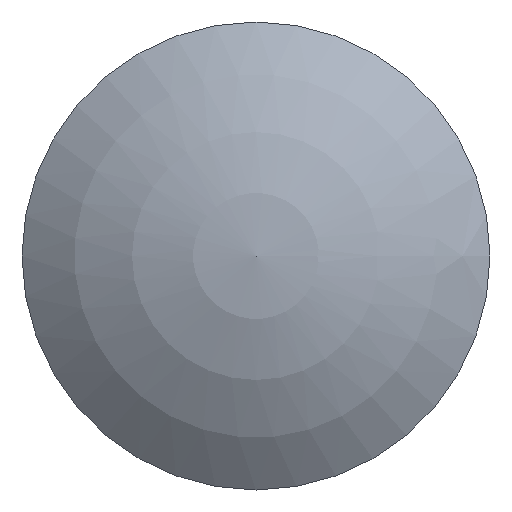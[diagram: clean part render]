
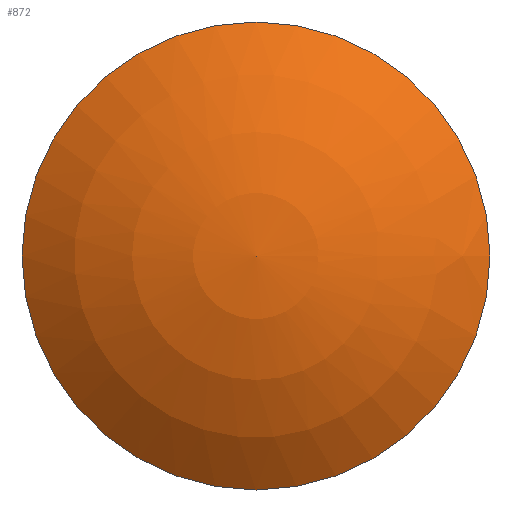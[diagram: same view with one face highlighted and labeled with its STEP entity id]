
A CAD part, front view. The second image highlights one B-rep face of the part: STEP entity #872.
In plain terms, the highlighted spherical face has radius 5.08 mm.
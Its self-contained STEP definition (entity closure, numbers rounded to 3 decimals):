
#664 = CYLINDRICAL_SURFACE('',#665,3.175);
#665 = AXIS2_PLACEMENT_3D('',#666,#667,#668);
#666 = CARTESIAN_POINT('',(4.596,0.47,0.));
#667 = DIRECTION('',(0.,1.,0.));
#668 = DIRECTION('',(-1.,0.,0.));
#680 = EDGE_CURVE('',#681,#681,#683,.T.);
#681 = VERTEX_POINT('',#682);
#682 = CARTESIAN_POINT('',(7.771,1.585,
    0.));
#683 = SURFACE_CURVE('',#684,(#689,#696),.PCURVE_S1.);
#684 = CIRCLE('',#685,3.175);
#685 = AXIS2_PLACEMENT_3D('',#686,#687,#688);
#686 = CARTESIAN_POINT('',(4.596,1.585,
    0.));
#687 = DIRECTION('',(0.,1.,0.));
#688 = DIRECTION('',(-1.,0.,0.));
#689 = PCURVE('',#664,#690);
#690 = DEFINITIONAL_REPRESENTATION('',(#691),#695);
#691 = LINE('',#692,#693);
#692 = CARTESIAN_POINT('',(0.,1.114));
#693 = VECTOR('',#694,1.);
#694 = DIRECTION('',(1.,0.));
#695 = ( GEOMETRIC_REPRESENTATION_CONTEXT(2) 
PARAMETRIC_REPRESENTATION_CONTEXT() REPRESENTATION_CONTEXT('2D SPACE',''
  ) );
#696 = PCURVE('',#697,#702);
#697 = SPHERICAL_SURFACE('',#698,5.08);
#698 = AXIS2_PLACEMENT_3D('',#699,#700,#701);
#699 = CARTESIAN_POINT('',(4.596,5.55,
    0.));
#700 = DIRECTION('',(0.,1.,0.));
#701 = DIRECTION('',(1.,0.,0.));
#702 = DEFINITIONAL_REPRESENTATION('',(#703),#707);
#703 = LINE('',#704,#705);
#704 = CARTESIAN_POINT('',(-3.142,-0.896));
#705 = VECTOR('',#706,1.);
#706 = DIRECTION('',(1.,0.));
#707 = ( GEOMETRIC_REPRESENTATION_CONTEXT(2) 
PARAMETRIC_REPRESENTATION_CONTEXT() REPRESENTATION_CONTEXT('2D SPACE',''
  ) );
#872 = ADVANCED_FACE('',(#873),#697,.T.);
#873 = FACE_BOUND('',#874,.T.);
#874 = EDGE_LOOP('',(#875,#876,#902));
#875 = ORIENTED_EDGE('',*,*,#680,.F.);
#876 = ORIENTED_EDGE('',*,*,#877,.F.);
#877 = EDGE_CURVE('',#878,#681,#880,.T.);
#878 = VERTEX_POINT('',#879);
#879 = CARTESIAN_POINT('',(4.596,0.47,0.));
#880 = SEAM_CURVE('',#881,(#888,#895),.PCURVE_S1.);
#881 = B_SPLINE_CURVE_WITH_KNOTS('',5,(#882,#883,#884,#885,#886,#887),
  .UNSPECIFIED.,.F.,.F.,(6,6),(-1.571,-0.896),
  .PIECEWISE_BEZIER_KNOTS.);
#882 = CARTESIAN_POINT('',(4.596,0.47,0.));
#883 = CARTESIAN_POINT('',(5.282,0.47,0.));
#884 = CARTESIAN_POINT('',(5.967,0.586,
    0.));
#885 = CARTESIAN_POINT('',(6.627,0.818,
    0.));
#886 = CARTESIAN_POINT('',(7.235,1.156,
    0.));
#887 = CARTESIAN_POINT('',(7.771,1.585,
    0.));
#888 = PCURVE('',#697,#889);
#889 = DEFINITIONAL_REPRESENTATION('',(#890),#894);
#890 = LINE('',#891,#892);
#891 = CARTESIAN_POINT('',(0.,0.));
#892 = VECTOR('',#893,1.);
#893 = DIRECTION('',(0.,1.));
#894 = ( GEOMETRIC_REPRESENTATION_CONTEXT(2) 
PARAMETRIC_REPRESENTATION_CONTEXT() REPRESENTATION_CONTEXT('2D SPACE',''
  ) );
#895 = PCURVE('',#697,#896);
#896 = DEFINITIONAL_REPRESENTATION('',(#897),#901);
#897 = LINE('',#898,#899);
#898 = CARTESIAN_POINT('',(6.283,0.));
#899 = VECTOR('',#900,1.);
#900 = DIRECTION('',(0.,1.));
#901 = ( GEOMETRIC_REPRESENTATION_CONTEXT(2) 
PARAMETRIC_REPRESENTATION_CONTEXT() REPRESENTATION_CONTEXT('2D SPACE',''
  ) );
#902 = ORIENTED_EDGE('',*,*,#877,.T.);
